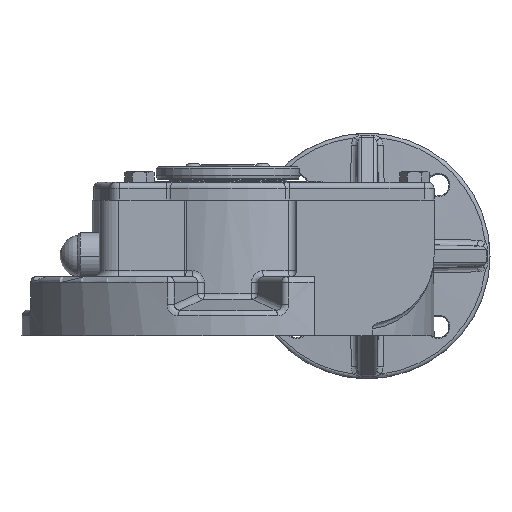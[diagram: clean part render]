
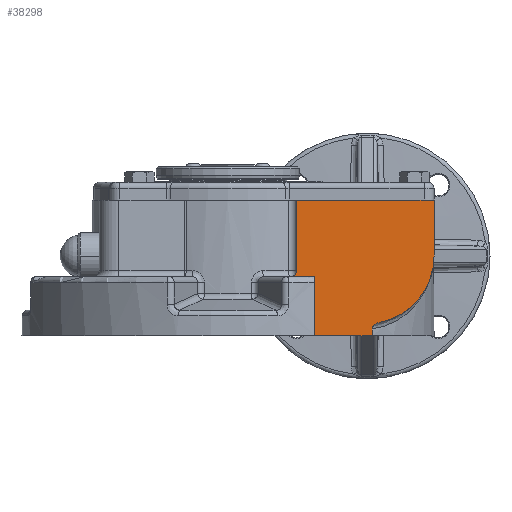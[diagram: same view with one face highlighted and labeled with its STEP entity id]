
A CAD part, left-side view. The second image highlights one B-rep face of the part: STEP entity #38298.
In plain terms, the highlighted planar face has unit normal (-1, 0, 0).
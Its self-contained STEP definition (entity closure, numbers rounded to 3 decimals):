
#1121=PLANE('',#40626);
#2121=CIRCLE('',#40596,3.);
#2122=CIRCLE('',#40599,34.5);
#3258=LINE('',#65785,#4479);
#3262=LINE('',#65919,#4483);
#3264=LINE('',#65929,#4485);
#3266=LINE('',#65933,#4487);
#3268=LINE('',#65937,#4489);
#3275=LINE('',#65991,#4496);
#3276=LINE('',#65993,#4497);
#4479=VECTOR('',#45355,1000.);
#4483=VECTOR('',#45365,1000.);
#4485=VECTOR('',#45377,1000.);
#4487=VECTOR('',#45381,1000.);
#4489=VECTOR('',#45385,1000.);
#4496=VECTOR('',#45430,1000.);
#4497=VECTOR('',#45431,1000.);
#9060=ORIENTED_EDGE('',*,*,#15015,.F.);
#9061=ORIENTED_EDGE('',*,*,#15013,.F.);
#9062=ORIENTED_EDGE('',*,*,#15011,.F.);
#9063=ORIENTED_EDGE('',*,*,#15006,.F.);
#9064=ORIENTED_EDGE('',*,*,#15003,.F.);
#9065=ORIENTED_EDGE('',*,*,#15002,.F.);
#9066=ORIENTED_EDGE('',*,*,#15039,.F.);
#9067=ORIENTED_EDGE('',*,*,#15040,.F.);
#9068=ORIENTED_EDGE('',*,*,#14998,.F.);
#9069=ORIENTED_EDGE('',*,*,#14994,.F.);
#14994=EDGE_CURVE('',#18251,#18252,#2121,.F.);
#14998=EDGE_CURVE('',#18252,#18254,#3258,.F.);
#15002=EDGE_CURVE('',#18256,#18255,#2122,.T.);
#15003=EDGE_CURVE('',#18255,#18257,#20318,.T.);
#15006=EDGE_CURVE('',#18257,#18259,#3262,.T.);
#15011=EDGE_CURVE('',#18259,#18262,#3264,.T.);
#15013=EDGE_CURVE('',#18262,#18263,#3266,.T.);
#15015=EDGE_CURVE('',#18263,#18251,#3268,.T.);
#15039=EDGE_CURVE('',#18284,#18256,#3275,.T.);
#15040=EDGE_CURVE('',#18254,#18284,#3276,.T.);
#18251=VERTEX_POINT('',#65778);
#18252=VERTEX_POINT('',#65779);
#18254=VERTEX_POINT('',#65786);
#18255=VERTEX_POINT('',#65801);
#18256=VERTEX_POINT('',#65803);
#18257=VERTEX_POINT('',#65902);
#18259=VERTEX_POINT('',#65920);
#18262=VERTEX_POINT('',#65930);
#18263=VERTEX_POINT('',#65934);
#18284=VERTEX_POINT('',#65992);
#20318=B_SPLINE_CURVE_WITH_KNOTS('',3,(#65896,#65897,#65898,#65899,#65900,
#65901),.UNSPECIFIED.,.F.,.F.,(4,1,1,4),(0.,0.003,0.004,
0.005),.UNSPECIFIED.);
#21846=EDGE_LOOP('',(#9060,#9061,#9062,#9063,#9064,#9065,#9066,#9067,#9068,
#9069));
#23883=FACE_BOUND('',#21846,.T.);
#38298=ADVANCED_FACE('',(#23883),#1121,.F.);
#40596=AXIS2_PLACEMENT_3D('',#65777,#45348,#45349);
#40599=AXIS2_PLACEMENT_3D('',#65804,#45360,#45361);
#40626=AXIS2_PLACEMENT_3D('',#65990,#45428,#45429);
#45348=DIRECTION('',(1.,0.,0.));
#45349=DIRECTION('',(0.,0.,-1.));
#45355=DIRECTION('',(0.,0.,-1.));
#45360=DIRECTION('',(1.,0.,0.));
#45361=DIRECTION('',(0.,1.,0.));
#45365=DIRECTION('',(0.,0.,-1.));
#45377=DIRECTION('',(0.,1.,0.));
#45381=DIRECTION('',(0.,0.,1.));
#45385=DIRECTION('',(0.,1.,0.));
#45428=DIRECTION('',(1.,0.,0.));
#45429=DIRECTION('',(0.,1.,0.));
#45430=DIRECTION('',(0.,0.,-1.));
#45431=DIRECTION('',(0.,-1.,0.));
#65777=CARTESIAN_POINT('',(-75.,-32.,36.));
#65778=CARTESIAN_POINT('',(-75.,-32.,33.));
#65779=CARTESIAN_POINT('',(-75.,-35.,36.));
#65785=CARTESIAN_POINT('',(-75.,-35.,75.));
#65786=CARTESIAN_POINT('',(-75.,-35.,72.));
#65801=CARTESIAN_POINT('',(-75.,-77.134,9.644));
#65803=CARTESIAN_POINT('',(-75.,-105.,43.5));
#65804=CARTESIAN_POINT('',(-75.,-70.5,43.5));
#65896=CARTESIAN_POINT('',(-75.,-77.134,9.644));
#65897=CARTESIAN_POINT('',(-75.,-76.264,9.473));
#65898=CARTESIAN_POINT('',(-75.,-75.021,8.957));
#65899=CARTESIAN_POINT('',(-75.,-73.776,7.661));
#65900=CARTESIAN_POINT('',(-75.,-73.485,6.794));
#65901=CARTESIAN_POINT('',(-75.,-73.485,6.346));
#65902=CARTESIAN_POINT('',(-75.,-73.485,6.346));
#65919=CARTESIAN_POINT('',(-75.,-73.485,45.));
#65920=CARTESIAN_POINT('',(-75.,-73.485,3.));
#65929=CARTESIAN_POINT('',(-75.,-105.,3.));
#65930=CARTESIAN_POINT('',(-75.,-44.,3.));
#65933=CARTESIAN_POINT('',(-75.,-44.,3.));
#65934=CARTESIAN_POINT('',(-75.,-44.,33.));
#65937=CARTESIAN_POINT('',(-75.,-30.087,33.));
#65990=CARTESIAN_POINT('',(-75.,-30.087,33.));
#65991=CARTESIAN_POINT('',(-75.,-105.,75.));
#65992=CARTESIAN_POINT('',(-75.,-105.,72.));
#65993=CARTESIAN_POINT('',(-75.,-105.,72.));
